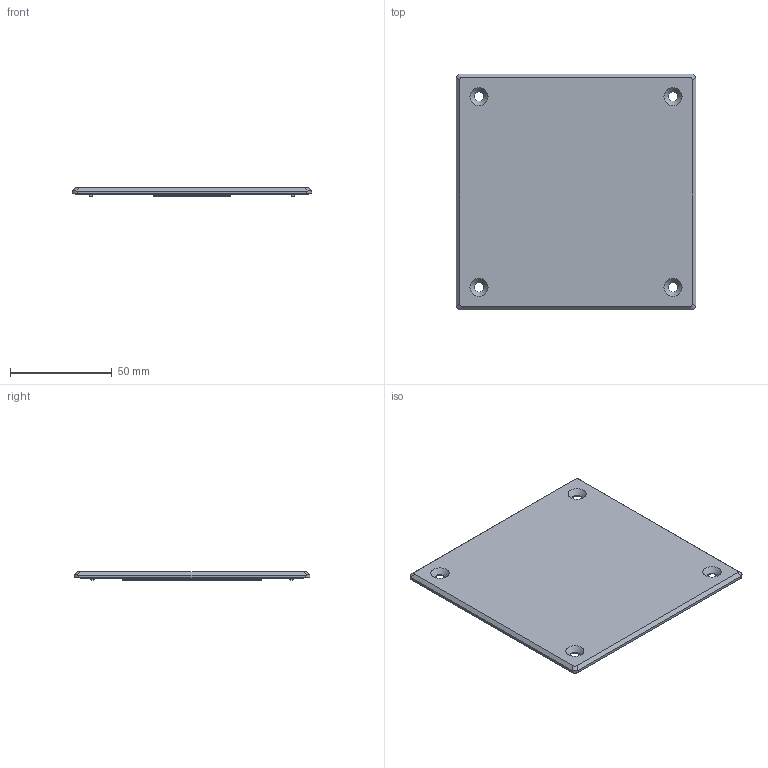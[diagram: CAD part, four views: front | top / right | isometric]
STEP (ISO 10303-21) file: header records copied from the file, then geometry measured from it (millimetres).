
FILE_DESCRIPTION(/* description */ ('2FSBC COVER'),/* implementation_level */ '2;1');
FILE_NAME(/* name */ 'KIL_2FSBC.stp',/* time_stamp */ '2020-11-04T14:17:44+06:00',/* author */ ('lsugumaran'),/* organization */ (''),/* preprocessor_version */ 'ST-DEVELOPER v18',/* originating_system */ 'Autodesk Inventor 2020',/* authorisation */ '');
FILE_SCHEMA (('AUTOMOTIVE_DESIGN { 1 0 10303 214 3 1 1 }'));
Products named in the file (1): 067600B
Bounding box: 117.47 x 115.89 x 4.06 mm (x, y, z)
Volume: 34213.7 mm3; surface area: 29056.7 mm2
Topology: 1 solids, 1 shells, 1431 faces, 3924 edges, 2616 vertices
Faces by surface type: plane 786, bspline 546, cylinder 79, torus 12, cone 8
Full cylindrical faces by diameter (mm): 1.329 x1, 1.586 x1, 11.644 x1, 14.287 x1
Entity records: 49594 total; most frequent: CARTESIAN_POINT 16709, ORIENTED_EDGE 7848, DIRECTION 4826, EDGE_CURVE 3924, VERTEX_POINT 2616, LINE 2610, VECTOR 2610, EDGE_LOOP 1560
